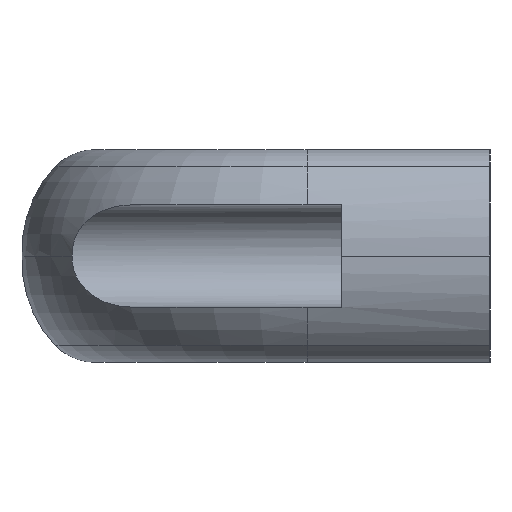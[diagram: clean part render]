
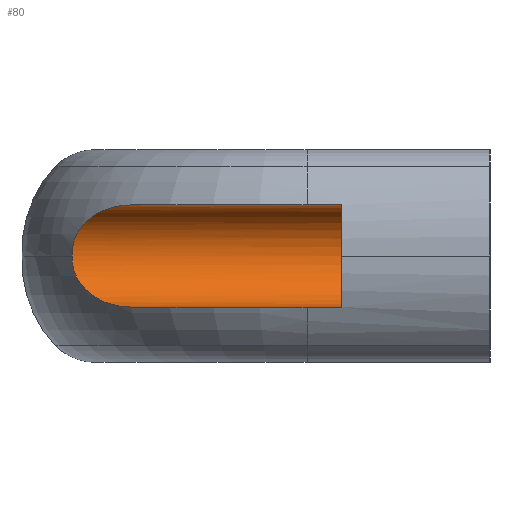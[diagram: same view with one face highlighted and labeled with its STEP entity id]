
A CAD part, left-side view. The second image highlights one B-rep face of the part: STEP entity #80.
In plain terms, the highlighted cylindrical face has radius 6 mm (diameter 12 mm), a partial arc.
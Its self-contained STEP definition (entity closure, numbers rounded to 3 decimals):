
#80 = ADVANCED_FACE( '', ( #209 ), #210, .F. );
#209 = FACE_OUTER_BOUND( '', #394, .T. );
#210 = CYLINDRICAL_SURFACE( '', #395, 6. );
#394 = EDGE_LOOP( '', ( #573, #574, #575, #576, #577 ) );
#395 = AXIS2_PLACEMENT_3D( '', #578, #579, #580 );
#573 = ORIENTED_EDGE( '', *, *, #1041, .F. );
#574 = ORIENTED_EDGE( '', *, *, #1042, .F. );
#575 = ORIENTED_EDGE( '', *, *, #1043, .T. );
#576 = ORIENTED_EDGE( '', *, *, #1044, .F. );
#577 = ORIENTED_EDGE( '', *, *, #1045, .F. );
#578 = CARTESIAN_POINT( '', ( 0., 72.4, 0. ) );
#579 = DIRECTION( '', ( 0., 1., 0. ) );
#580 = DIRECTION( '', ( 0., 0., -1. ) );
#1041 = EDGE_CURVE( '', #1219, #1220, #1221, .T. );
#1042 = EDGE_CURVE( '', #1222, #1219, #1223, .T. );
#1043 = EDGE_CURVE( '', #1222, #1224, #1225, .T. );
#1044 = EDGE_CURVE( '', #1226, #1224, #1227, .T. );
#1045 = EDGE_CURVE( '', #1220, #1226, #1228, .T. );
#1219 = VERTEX_POINT( '', #1471 );
#1220 = VERTEX_POINT( '', #1472 );
#1221 = B_SPLINE_CURVE_WITH_KNOTS( '', 3, ( #1473, #1474, #1475, #1476, #1477, #1478, #1479, #1480, #1481, #1482, #1483, #1484, #1485, #1486, #1487, #1488, #1489, #1490 ), .UNSPECIFIED., .F., .F., ( 4, 2, 2, 2, 2, 2, 2, 2, 4 ), ( 0., 0.002, 0.003, 0.005, 0.005, 0.006, 0.008, 0.009, 0.012 ), .UNSPECIFIED. );
#1222 = VERTEX_POINT( '', #1491 );
#1223 = B_SPLINE_CURVE_WITH_KNOTS( '', 3, ( #1492, #1493, #1494, #1495, #1496, #1497, #1498, #1499, #1500, #1501, #1502, #1503, #1504, #1505, #1506, #1507, #1508, #1509, #1510, #1511, #1512, #1513 ), .UNSPECIFIED., .F., .F., ( 4, 2, 2, 2, 2, 2, 2, 2, 2, 2, 4 ), ( 0., 0.003, 0.004, 0.006, 0.007, 0.007, 0.009, 0.01, 0.01, 0.011, 0.012 ), .UNSPECIFIED. );
#1224 = VERTEX_POINT( '', #1514 );
#1225 = LINE( '', #1515, #1516 );
#1226 = VERTEX_POINT( '', #1517 );
#1227 = CIRCLE( '', #1518, 6. );
#1228 = LINE( '', #1519, #1520 );
#1471 = CARTESIAN_POINT( '', ( 6., 49.091, 0. ) );
#1472 = CARTESIAN_POINT( '', ( 0., 42.228, 6. ) );
#1473 = CARTESIAN_POINT( '', ( 6., 49.091, 0. ) );
#1474 = CARTESIAN_POINT( '', ( 6., 49.118, 0.51 ) );
#1475 = CARTESIAN_POINT( '', ( 5.936, 49.068, 1.006 ) );
#1476 = CARTESIAN_POINT( '', ( 5.691, 48.827, 1.964 ) );
#1477 = CARTESIAN_POINT( '', ( 5.517, 48.643, 2.402 ) );
#1478 = CARTESIAN_POINT( '', ( 5.094, 48.183, 3.202 ) );
#1479 = CARTESIAN_POINT( '', ( 4.854, 47.914, 3.551 ) );
#1480 = CARTESIAN_POINT( '', ( 4.46, 47.471, 4.018 ) );
#1481 = CARTESIAN_POINT( '', ( 4.323, 47.315, 4.165 ) );
#1482 = CARTESIAN_POINT( '', ( 4.043, 46.995, 4.437 ) );
#1483 = CARTESIAN_POINT( '', ( 3.901, 46.832, 4.563 ) );
#1484 = CARTESIAN_POINT( '', ( 3.465, 46.33, 4.913 ) );
#1485 = CARTESIAN_POINT( '', ( 3.165, 45.982, 5.109 ) );
#1486 = CARTESIAN_POINT( '', ( 2.549, 45.262, 5.443 ) );
#1487 = CARTESIAN_POINT( '', ( 2.233, 44.89, 5.579 ) );
#1488 = CARTESIAN_POINT( '', ( 1.283, 43.768, 5.899 ) );
#1489 = CARTESIAN_POINT( '', ( 0.644, 43.005, 6. ) );
#1490 = CARTESIAN_POINT( '', ( 0., 42.228, 6. ) );
#1491 = CARTESIAN_POINT( '', ( 0., 42.228, -6. ) );
#1492 = CARTESIAN_POINT( '', ( 0., 42.228, -6. ) );
#1493 = CARTESIAN_POINT( '', ( 0.644, 43.005, -6. ) );
#1494 = CARTESIAN_POINT( '', ( 1.282, 43.766, -5.899 ) );
#1495 = CARTESIAN_POINT( '', ( 2.224, 44.88, -5.582 ) );
#1496 = CARTESIAN_POINT( '', ( 2.537, 45.247, -5.449 ) );
#1497 = CARTESIAN_POINT( '', ( 3.156, 45.971, -5.115 ) );
#1498 = CARTESIAN_POINT( '', ( 3.46, 46.324, -4.916 ) );
#1499 = CARTESIAN_POINT( '', ( 3.897, 46.827, -4.566 ) );
#1500 = CARTESIAN_POINT( '', ( 4.04, 46.991, -4.441 ) );
#1501 = CARTESIAN_POINT( '', ( 4.319, 47.31, -4.169 ) );
#1502 = CARTESIAN_POINT( '', ( 4.456, 47.466, -4.023 ) );
#1503 = CARTESIAN_POINT( '', ( 4.852, 47.912, -3.554 ) );
#1504 = CARTESIAN_POINT( '', ( 5.093, 48.181, -3.204 ) );
#1505 = CARTESIAN_POINT( '', ( 5.409, 48.525, -2.607 ) );
#1506 = CARTESIAN_POINT( '', ( 5.506, 48.63, -2.395 ) );
#1507 = CARTESIAN_POINT( '', ( 5.677, 48.81, -1.957 ) );
#1508 = CARTESIAN_POINT( '', ( 5.751, 48.886, -1.728 ) );
#1509 = CARTESIAN_POINT( '', ( 5.873, 49.006, -1.252 ) );
#1510 = CARTESIAN_POINT( '', ( 5.921, 49.05, -1.004 ) );
#1511 = CARTESIAN_POINT( '', ( 5.984, 49.098, -0.507 ) );
#1512 = CARTESIAN_POINT( '', ( 6., 49.104, -0.255 ) );
#1513 = CARTESIAN_POINT( '', ( 6., 49.091, 0. ) );
#1514 = CARTESIAN_POINT( '', ( 0., 17.4, -6. ) );
#1515 = CARTESIAN_POINT( '', ( 0., 72.4, -6. ) );
#1516 = VECTOR( '', #1834, 1000. );
#1517 = CARTESIAN_POINT( '', ( 0., 17.4, 6. ) );
#1518 = AXIS2_PLACEMENT_3D( '', #1835, #1836, #1837 );
#1519 = CARTESIAN_POINT( '', ( 0., 72.4, 6. ) );
#1520 = VECTOR( '', #1838, 1000. );
#1834 = DIRECTION( '', ( 0., -1., 0. ) );
#1835 = CARTESIAN_POINT( '', ( 0., 17.4, 0. ) );
#1836 = DIRECTION( '', ( 0., 1., 0. ) );
#1837 = DIRECTION( '', ( 1., 0., 0. ) );
#1838 = DIRECTION( '', ( 0., -1., 0. ) );
